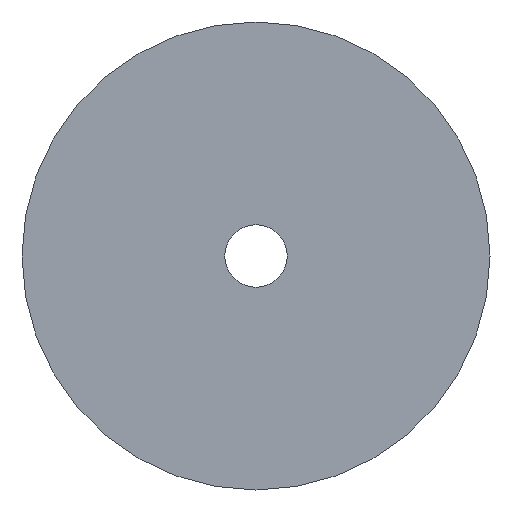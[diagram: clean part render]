
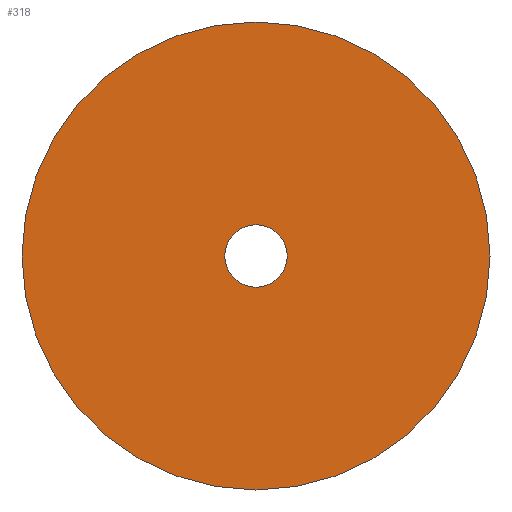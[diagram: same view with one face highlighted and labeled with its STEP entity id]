
A CAD part, left-side view. The second image highlights one B-rep face of the part: STEP entity #318.
In plain terms, the highlighted planar face has unit normal (-1, 0, 0).
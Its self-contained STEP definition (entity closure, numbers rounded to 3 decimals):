
#12 = CARTESIAN_POINT ( 'NONE',  ( -15., 0., -4. ) ) ;
#64 = DIRECTION ( 'NONE',  ( 1., 0., 0. ) ) ;
#133 = FACE_OUTER_BOUND ( 'NONE', #468, .T. ) ;
#138 = DIRECTION ( 'NONE',  ( 0., 0., 1. ) ) ;
#175 = VERTEX_POINT ( 'NONE', #777 ) ;
#213 = CARTESIAN_POINT ( 'NONE',  ( -15., 0., 0. ) ) ;
#276 = DIRECTION ( 'NONE',  ( 0., 1., 0. ) ) ;
#285 = CARTESIAN_POINT ( 'NONE',  ( -15., 0., 0. ) ) ;
#318 = ADVANCED_FACE ( 'NONE', ( #810, #133 ), #411, .F. ) ;
#326 = DIRECTION ( 'NONE',  ( -1., 0., 0. ) ) ;
#374 = AXIS2_PLACEMENT_3D ( 'NONE', #213, #735, #686 ) ;
#408 = AXIS2_PLACEMENT_3D ( 'NONE', #839, #506, #776 ) ;
#411 = PLANE ( 'NONE',  #521 ) ;
#442 = CIRCLE ( 'NONE', #374, 30. ) ;
#467 = DIRECTION ( 'NONE',  ( 0., 0., 1. ) ) ;
#468 = EDGE_LOOP ( 'NONE', ( #723, #527 ) ) ;
#506 = DIRECTION ( 'NONE',  ( -1., 0., 0. ) ) ;
#521 = AXIS2_PLACEMENT_3D ( 'NONE', #676, #64, #276 ) ;
#527 = ORIENTED_EDGE ( 'NONE', *, *, #545, .T. ) ;
#532 = AXIS2_PLACEMENT_3D ( 'NONE', #801, #326, #467 ) ;
#534 = EDGE_LOOP ( 'NONE', ( #791, #783 ) ) ;
#545 = EDGE_CURVE ( 'NONE', #660, #175, #442, .T. ) ;
#559 = CIRCLE ( 'NONE', #408, 4. ) ;
#584 = CIRCLE ( 'NONE', #699, 4. ) ;
#608 = EDGE_CURVE ( 'NONE', #175, #660, #873, .T. ) ;
#660 = VERTEX_POINT ( 'NONE', #704 ) ;
#676 = CARTESIAN_POINT ( 'NONE',  ( -15., 4., 0. ) ) ;
#686 = DIRECTION ( 'NONE',  ( 0., 0., 1. ) ) ;
#699 = AXIS2_PLACEMENT_3D ( 'NONE', #285, #754, #138 ) ;
#704 = CARTESIAN_POINT ( 'NONE',  ( -15., 0., -30. ) ) ;
#723 = ORIENTED_EDGE ( 'NONE', *, *, #608, .T. ) ;
#735 = DIRECTION ( 'NONE',  ( -1., 0., 0. ) ) ;
#739 = EDGE_CURVE ( 'NONE', #778, #784, #559, .T. ) ;
#754 = DIRECTION ( 'NONE',  ( -1., 0., 0. ) ) ;
#764 = EDGE_CURVE ( 'NONE', #784, #778, #584, .T. ) ;
#766 = CARTESIAN_POINT ( 'NONE',  ( -15., 0., 4. ) ) ;
#776 = DIRECTION ( 'NONE',  ( 0., 0., 1. ) ) ;
#777 = CARTESIAN_POINT ( 'NONE',  ( -15., 0., 30. ) ) ;
#778 = VERTEX_POINT ( 'NONE', #766 ) ;
#783 = ORIENTED_EDGE ( 'NONE', *, *, #764, .F. ) ;
#784 = VERTEX_POINT ( 'NONE', #12 ) ;
#791 = ORIENTED_EDGE ( 'NONE', *, *, #739, .F. ) ;
#801 = CARTESIAN_POINT ( 'NONE',  ( -15., 0., 0. ) ) ;
#810 = FACE_BOUND ( 'NONE', #534, .T. ) ;
#839 = CARTESIAN_POINT ( 'NONE',  ( -15., 0., 0. ) ) ;
#873 = CIRCLE ( 'NONE', #532, 30. ) ;
